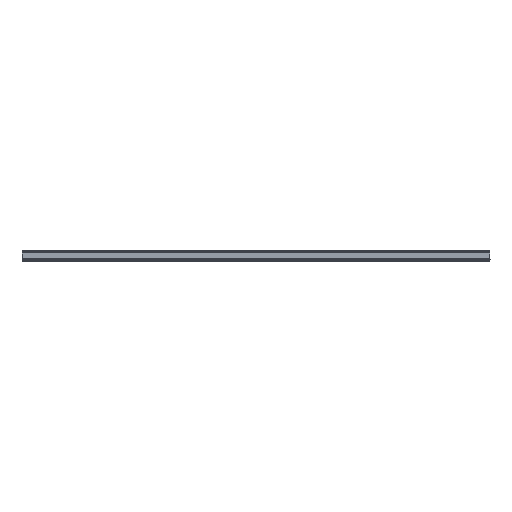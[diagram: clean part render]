
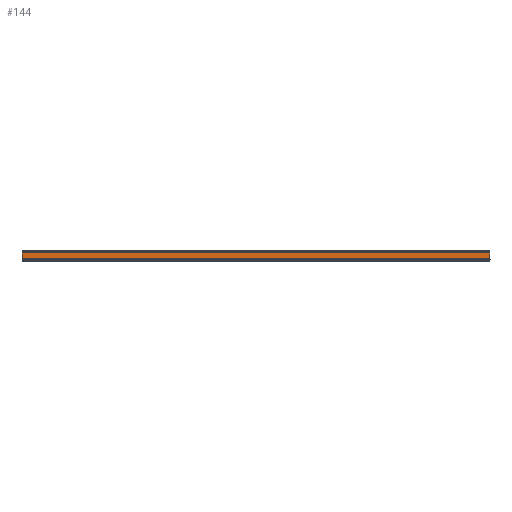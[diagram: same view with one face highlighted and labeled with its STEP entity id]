
A CAD part, left-side view. The second image highlights one B-rep face of the part: STEP entity #144.
In plain terms, the highlighted planar face has unit normal (-1, 0, 0).
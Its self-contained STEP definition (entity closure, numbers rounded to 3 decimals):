
#105=PLANE('',#1472);
#144=ADVANCED_FACE('',(#254),#105,.F.);
#254=FACE_OUTER_BOUND('',#323,.T.);
#323=EDGE_LOOP('',(#669,#670,#671,#672));
#396=LINE('',#2089,#515);
#397=LINE('',#2093,#516);
#398=LINE('',#2095,#517);
#399=LINE('',#2097,#518);
#515=VECTOR('',#1673,1.);
#516=VECTOR('',#1678,1.);
#517=VECTOR('',#1679,1.);
#518=VECTOR('',#1680,1.);
#669=ORIENTED_EDGE('',*,*,#1193,.T.);
#670=ORIENTED_EDGE('',*,*,#1194,.F.);
#671=ORIENTED_EDGE('',*,*,#1195,.F.);
#672=ORIENTED_EDGE('',*,*,#1191,.T.);
#1045=VERTEX_POINT('',#2088);
#1046=VERTEX_POINT('',#2090);
#1047=VERTEX_POINT('',#2094);
#1048=VERTEX_POINT('',#2096);
#1191=EDGE_CURVE('',#1046,#1045,#396,.T.);
#1193=EDGE_CURVE('',#1045,#1047,#397,.T.);
#1194=EDGE_CURVE('',#1048,#1047,#398,.T.);
#1195=EDGE_CURVE('',#1046,#1048,#399,.T.);
#1472=AXIS2_PLACEMENT_3D('',#2098,#1681,#1682);
#1673=DIRECTION('',(0.,-1.,0.));
#1678=DIRECTION('',(0.,0.,1.));
#1679=DIRECTION('',(0.,-1.,0.));
#1680=DIRECTION('',(0.,0.,1.));
#1681=DIRECTION('',(1.,0.,0.));
#1682=DIRECTION('',(0.,0.,-1.));
#2088=CARTESIAN_POINT('',(-0.875,0.,8.145));
#2089=CARTESIAN_POINT('',(-0.875,1800.,8.145));
#2090=CARTESIAN_POINT('',(-0.875,1800.,8.145));
#2093=CARTESIAN_POINT('',(-0.875,0.,8.145));
#2094=CARTESIAN_POINT('',(-0.875,0.,32.967));
#2095=CARTESIAN_POINT('',(-0.875,1800.,32.967));
#2096=CARTESIAN_POINT('',(-0.875,1800.,32.967));
#2097=CARTESIAN_POINT('',(-0.875,1800.,8.145));
#2098=CARTESIAN_POINT('',(-0.875,1800.,8.145));
